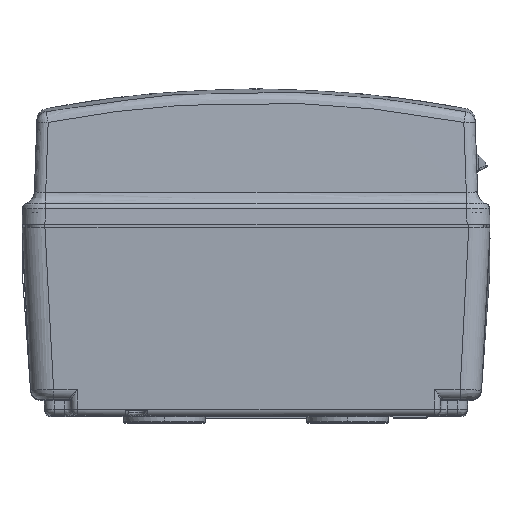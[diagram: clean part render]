
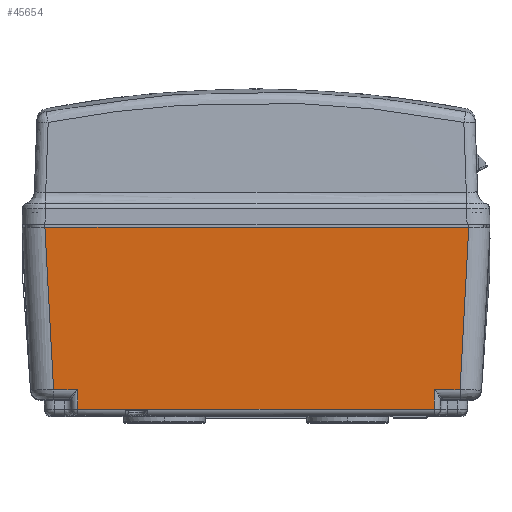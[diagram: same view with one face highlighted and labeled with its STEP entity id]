
A CAD part, top view. The second image highlights one B-rep face of the part: STEP entity #45654.
In plain terms, the highlighted planar face has unit normal (0, -0.035, 0.999).
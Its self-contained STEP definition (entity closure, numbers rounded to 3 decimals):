
#1678 = VECTOR ( 'NONE', #74489, 1000. ) ;
#2429 = LINE ( 'NONE', #90394, #51692 ) ;
#4962 = LINE ( 'NONE', #32748, #1678 ) ;
#6181 = CARTESIAN_POINT ( 'NONE',  ( -54.602, 7.895, 103.268 ) ) ;
#6333 = CARTESIAN_POINT ( 'NONE',  ( -74.776, 57.5, 105. ) ) ;
#6739 = ORIENTED_EDGE ( 'NONE', *, *, #90516, .T. ) ;
#7515 = CARTESIAN_POINT ( 'NONE',  ( 63.239, 24.43, 103.845 ) ) ;
#9645 = CARTESIAN_POINT ( 'NONE',  ( -63.653, 41.564, 104.444 ) ) ;
#13268 = B_SPLINE_CURVE_WITH_KNOTS ( 'NONE', 3,
 ( #103713, #61975, #9645, #83070 ),
 .UNSPECIFIED., .F., .F.,
 ( 4, 4 ),
 ( 0., 1. ),
 .UNSPECIFIED. ) ;
#15954 = DIRECTION ( 'NONE',  ( -1., 0., 0. ) ) ;
#16390 = EDGE_CURVE ( 'NONE', #109016, #114359, #4962, .T. ) ;
#20741 = DIRECTION ( 'NONE',  ( 1., 0., 0. ) ) ;
#21252 = CARTESIAN_POINT ( 'NONE',  ( 54.394, 1.93, 103.059 ) ) ;
#21671 = ORIENTED_EDGE ( 'NONE', *, *, #45249, .F. ) ;
#21924 = VERTEX_POINT ( 'NONE', #131074 ) ;
#23188 = VERTEX_POINT ( 'NONE', #129220 ) ;
#23470 = VERTEX_POINT ( 'NONE', #112665 ) ;
#25715 = EDGE_CURVE ( 'NONE', #23188, #23470, #85069, .T. ) ;
#32748 = CARTESIAN_POINT ( 'NONE',  ( -74.776, 1.93, 103.059 ) ) ;
#34161 = EDGE_CURVE ( 'NONE', #92782, #109016, #106109, .T. ) ;
#38536 = LINE ( 'NONE', #21252, #94340 ) ;
#39207 = CARTESIAN_POINT ( 'NONE',  ( 65.003, 57.5, 105. ) ) ;
#44116 = ORIENTED_EDGE ( 'NONE', *, *, #102637, .T. ) ;
#45249 = EDGE_CURVE ( 'NONE', #21924, #74633, #13268, .T. ) ;
#45299 = LINE ( 'NONE', #94110, #132314 ) ;
#45654 = ADVANCED_FACE ( 'NONE', ( #49788 ), #111442, .T. ) ;
#49788 = FACE_OUTER_BOUND ( 'NONE', #89033, .T. ) ;
#51004 = EDGE_CURVE ( 'NONE', #21924, #92782, #2429, .T. ) ;
#51692 = VECTOR ( 'NONE', #79861, 1000. ) ;
#61975 = CARTESIAN_POINT ( 'NONE',  ( -62.772, 25.029, 103.866 ) ) ;
#63162 = CARTESIAN_POINT ( 'NONE',  ( 54.394, 1.93, 103.059 ) ) ;
#69485 = AXIS2_PLACEMENT_3D ( 'NONE', #6333, #132536, #69646 ) ;
#69646 = DIRECTION ( 'NONE',  ( 0., -0.999, -0.035 ) ) ;
#70401 = CARTESIAN_POINT ( 'NONE',  ( 62.357, 7.895, 103.268 ) ) ;
#74489 = DIRECTION ( 'NONE',  ( 1., 0., 0. ) ) ;
#74633 = VERTEX_POINT ( 'NONE', #104037 ) ;
#76957 = VECTOR ( 'NONE', #15954, 1000. ) ;
#78218 = VECTOR ( 'NONE', #132867, 1000. ) ;
#78845 = CARTESIAN_POINT ( 'NONE',  ( 85.8, 57.5, 105. ) ) ;
#79861 = DIRECTION ( 'NONE',  ( 1., 0., 0. ) ) ;
#81876 = ORIENTED_EDGE ( 'NONE', *, *, #16390, .T. ) ;
#83070 = CARTESIAN_POINT ( 'NONE',  ( -64.504, 57.5, 105. ) ) ;
#85069 = B_SPLINE_CURVE_WITH_KNOTS ( 'NONE', 3,
 ( #70401, #7515, #102056, #39207 ),
 .UNSPECIFIED., .F., .F.,
 ( 4, 4 ),
 ( 0., 1. ),
 .UNSPECIFIED. ) ;
#85356 = ORIENTED_EDGE ( 'NONE', *, *, #51004, .T. ) ;
#89033 = EDGE_LOOP ( 'NONE', ( #85356, #93721, #81876, #100826, #6739, #119710, #44116, #21671 ) ) ;
#90394 = CARTESIAN_POINT ( 'NONE',  ( -74.776, 7.895, 103.268 ) ) ;
#90516 = EDGE_CURVE ( 'NONE', #98261, #23188, #45299, .T. ) ;
#91573 = EDGE_CURVE ( 'NONE', #114359, #98261, #38536, .T. ) ;
#92782 = VERTEX_POINT ( 'NONE', #6181 ) ;
#93721 = ORIENTED_EDGE ( 'NONE', *, *, #34161, .T. ) ;
#94110 = CARTESIAN_POINT ( 'NONE',  ( 54.602, 7.895, 103.268 ) ) ;
#94340 = VECTOR ( 'NONE', #94607, 1000. ) ;
#94607 = DIRECTION ( 'NONE',  ( 0.035, 0.999, 0.035 ) ) ;
#98261 = VERTEX_POINT ( 'NONE', #116979 ) ;
#100826 = ORIENTED_EDGE ( 'NONE', *, *, #91573, .T. ) ;
#102056 = CARTESIAN_POINT ( 'NONE',  ( 64.121, 40.965, 104.423 ) ) ;
#102637 = EDGE_CURVE ( 'NONE', #23470, #74633, #104857, .T. ) ;
#103713 = CARTESIAN_POINT ( 'NONE',  ( -61.858, 7.895, 103.268 ) ) ;
#104037 = CARTESIAN_POINT ( 'NONE',  ( -64.504, 57.5, 105. ) ) ;
#104857 = LINE ( 'NONE', #78845, #76957 ) ;
#106109 = LINE ( 'NONE', #116481, #78218 ) ;
#109016 = VERTEX_POINT ( 'NONE', #110961 ) ;
#110961 = CARTESIAN_POINT ( 'NONE',  ( -54.394, 1.93, 103.059 ) ) ;
#111442 = PLANE ( 'NONE',  #69485 ) ;
#112665 = CARTESIAN_POINT ( 'NONE',  ( 65.003, 57.5, 105. ) ) ;
#114359 = VERTEX_POINT ( 'NONE', #63162 ) ;
#116481 = CARTESIAN_POINT ( 'NONE',  ( -54.602, 7.895, 103.268 ) ) ;
#116979 = CARTESIAN_POINT ( 'NONE',  ( 54.602, 7.895, 103.268 ) ) ;
#119710 = ORIENTED_EDGE ( 'NONE', *, *, #25715, .T. ) ;
#129220 = CARTESIAN_POINT ( 'NONE',  ( 62.357, 7.895, 103.268 ) ) ;
#131074 = CARTESIAN_POINT ( 'NONE',  ( -61.858, 7.895, 103.268 ) ) ;
#132314 = VECTOR ( 'NONE', #20741, 1000. ) ;
#132536 = DIRECTION ( 'NONE',  ( 0., -0.035, 0.999 ) ) ;
#132867 = DIRECTION ( 'NONE',  ( 0.035, -0.999, -0.035 ) ) ;
